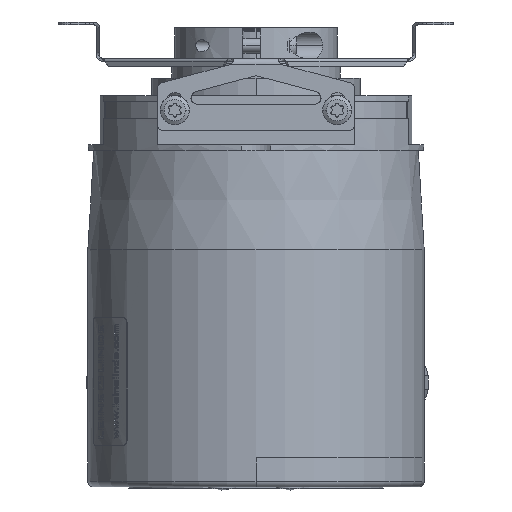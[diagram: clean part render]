
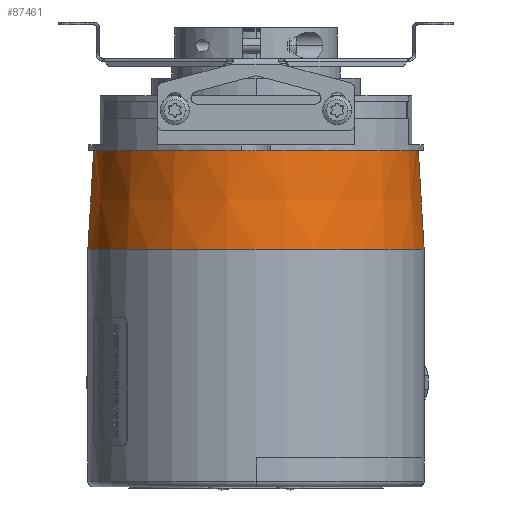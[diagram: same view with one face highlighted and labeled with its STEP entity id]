
A CAD part, front view. The second image highlights one B-rep face of the part: STEP entity #87461.
In plain terms, the highlighted conical face has half-angle 3.366 degrees and reference radius 28.5 mm.
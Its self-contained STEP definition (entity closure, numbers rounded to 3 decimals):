
#7643=CARTESIAN_POINT('',(0.,0.,3.8));
#7644=DIRECTION('',(0.,0.,-1.));
#7645=DIRECTION('',(1.,0.,0.));
#7646=AXIS2_PLACEMENT_3D('',#7643,#7644,#7645);
#7648=DIRECTION('',(-0.059,0.,0.998));
#7649=VECTOR('',#7648,17.029);
#7650=CARTESIAN_POINT('',(29.,0.,-13.2));
#7651=LINE('',#7650,#7649);
#7652=CARTESIAN_POINT('',(0.,0.,-13.2));
#7653=DIRECTION('',(0.,0.,1.));
#7654=DIRECTION('',(-1.,0.,0.));
#7655=AXIS2_PLACEMENT_3D('',#7652,#7653,#7654);
#7657=DIRECTION('',(0.059,0.,0.998));
#7658=VECTOR('',#7657,17.029);
#7659=CARTESIAN_POINT('',(-29.,0.,-13.2));
#7660=LINE('',#7659,#7658);
#7661=CARTESIAN_POINT('',(0.,0.,3.8));
#7662=DIRECTION('',(0.,0.,-1.));
#7663=DIRECTION('',(0.,-1.,0.));
#7664=AXIS2_PLACEMENT_3D('',#7661,#7662,#7663);
#62878=CARTESIAN_POINT('',(-29.,0.,-13.2));
#62879=CARTESIAN_POINT('',(29.,0.,-13.2));
#62880=VERTEX_POINT('',#62878);
#62881=VERTEX_POINT('',#62879);
#78173=CARTESIAN_POINT('',(-28.,0.,3.8));
#78174=CARTESIAN_POINT('',(28.,0.,3.8));
#78175=VERTEX_POINT('',#78173);
#78176=VERTEX_POINT('',#78174);
#78177=CARTESIAN_POINT('',(0.,-28.,3.8));
#78178=VERTEX_POINT('',#78177);
#87449=CARTESIAN_POINT('',(0.,0.,-4.7));
#87450=DIRECTION('',(0.,0.,-1.));
#87451=DIRECTION('',(1.,0.,0.));
#87452=AXIS2_PLACEMENT_3D('',#87449,#87450,#87451);
#87453=CONICAL_SURFACE('',#87452,28.5,3.366);
#87454=ORIENTED_EDGE('',*,*,#87436,.F.);
#87455=ORIENTED_EDGE('',*,*,#87425,.F.);
#87456=ORIENTED_EDGE('',*,*,#84247,.F.);
#87457=ORIENTED_EDGE('',*,*,#87422,.T.);
#87458=ORIENTED_EDGE('',*,*,#87444,.F.);
#87459=EDGE_LOOP('',(#87454,#87455,#87456,#87457,#87458));
#87460=FACE_OUTER_BOUND('',#87459,.F.);
#7647=CIRCLE('',#7646,28.);
#7656=CIRCLE('',#7655,29.);
#7665=CIRCLE('',#7664,28.);
#84247=EDGE_CURVE('',#62880,#62881,#7656,.T.);
#87422=EDGE_CURVE('',#62880,#78175,#7660,.T.);
#87425=EDGE_CURVE('',#62881,#78176,#7651,.T.);
#87436=EDGE_CURVE('',#78176,#78178,#7647,.T.);
#87444=EDGE_CURVE('',#78178,#78175,#7665,.T.);
#87461=ADVANCED_FACE('',(#87460),#87453,.T.);
